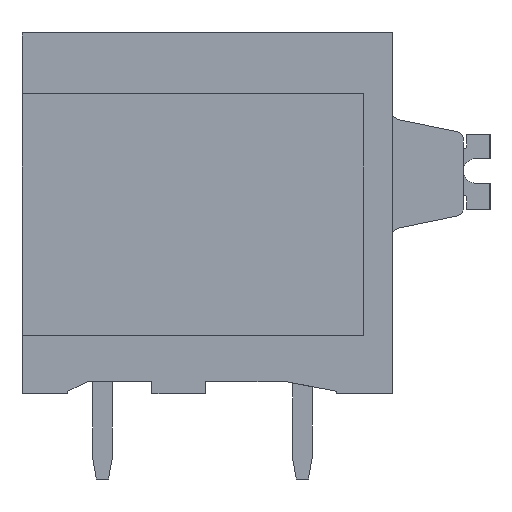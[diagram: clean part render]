
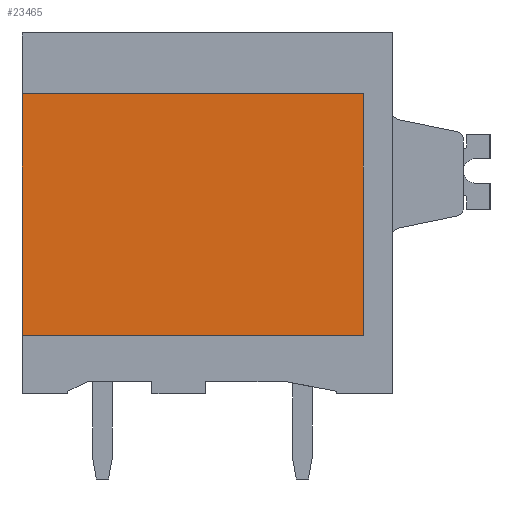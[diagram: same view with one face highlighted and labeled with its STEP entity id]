
A CAD part, left-side view. The second image highlights one B-rep face of the part: STEP entity #23465.
In plain terms, the highlighted planar face has unit normal (-1, 0, 0).
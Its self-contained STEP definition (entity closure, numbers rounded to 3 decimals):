
#9222=AXIS2_PLACEMENT_3D('Plane Axis2P3D',#9219,#9220,#9221) ;
#9219=CARTESIAN_POINT('Axis2P3D Location',(1.1,0.,0.)) ;
#23335=CARTESIAN_POINT('Vertex',(1.1,19.2,5.9)) ;
#23338=CARTESIAN_POINT('Line Origine',(1.1,19.2,10.85)) ;
#23342=CARTESIAN_POINT('Vertex',(1.1,19.2,15.8)) ;
#23415=CARTESIAN_POINT('Vertex',(1.1,5.2,5.9)) ;
#23418=CARTESIAN_POINT('Line Origine',(1.1,12.2,5.9)) ;
#23439=CARTESIAN_POINT('Vertex',(1.1,5.2,15.8)) ;
#23442=CARTESIAN_POINT('Line Origine',(1.1,5.2,10.85)) ;
#23454=CARTESIAN_POINT('Line Origine',(1.1,12.2,15.8)) ;
#9220=DIRECTION('Axis2P3D Direction',(-1.,0.,0.)) ;
#9221=DIRECTION('Axis2P3D XDirection',(0.,-1.,0.)) ;
#23339=DIRECTION('Vector Direction',(0.,0.,1.)) ;
#23419=DIRECTION('Vector Direction',(0.,1.,0.)) ;
#23443=DIRECTION('Vector Direction',(0.,0.,1.)) ;
#23455=DIRECTION('Vector Direction',(0.,1.,0.)) ;
#23340=VECTOR('Line Direction',#23339,1.) ;
#23420=VECTOR('Line Direction',#23419,1.) ;
#23444=VECTOR('Line Direction',#23443,1.) ;
#23456=VECTOR('Line Direction',#23455,1.) ;
#23460=ORIENTED_EDGE('',*,*,#23422,.F.) ;
#23461=ORIENTED_EDGE('',*,*,#23446,.T.) ;
#23462=ORIENTED_EDGE('',*,*,#23458,.T.) ;
#23463=ORIENTED_EDGE('',*,*,#23344,.F.) ;
#23465=ADVANCED_FACE('_LMF 5.08/24/90 3.5SN OR BX 1330950000',(#23464),#9223,.T.) ;
#23344=EDGE_CURVE('',#23336,#23343,#23341,.T.) ;
#23422=EDGE_CURVE('',#23416,#23336,#23421,.T.) ;
#23446=EDGE_CURVE('',#23416,#23440,#23445,.T.) ;
#23458=EDGE_CURVE('',#23440,#23343,#23457,.T.) ;
#23459=EDGE_LOOP('',(#23460,#23461,#23462,#23463)) ;
#23464=FACE_OUTER_BOUND('',#23459,.T.) ;
#23341=LINE('Line',#23338,#23340) ;
#23421=LINE('Line',#23418,#23420) ;
#23445=LINE('Line',#23442,#23444) ;
#23457=LINE('Line',#23454,#23456) ;
#9223=PLANE('',#9222) ;
#23336=VERTEX_POINT('',#23335) ;
#23343=VERTEX_POINT('',#23342) ;
#23416=VERTEX_POINT('',#23415) ;
#23440=VERTEX_POINT('',#23439) ;
